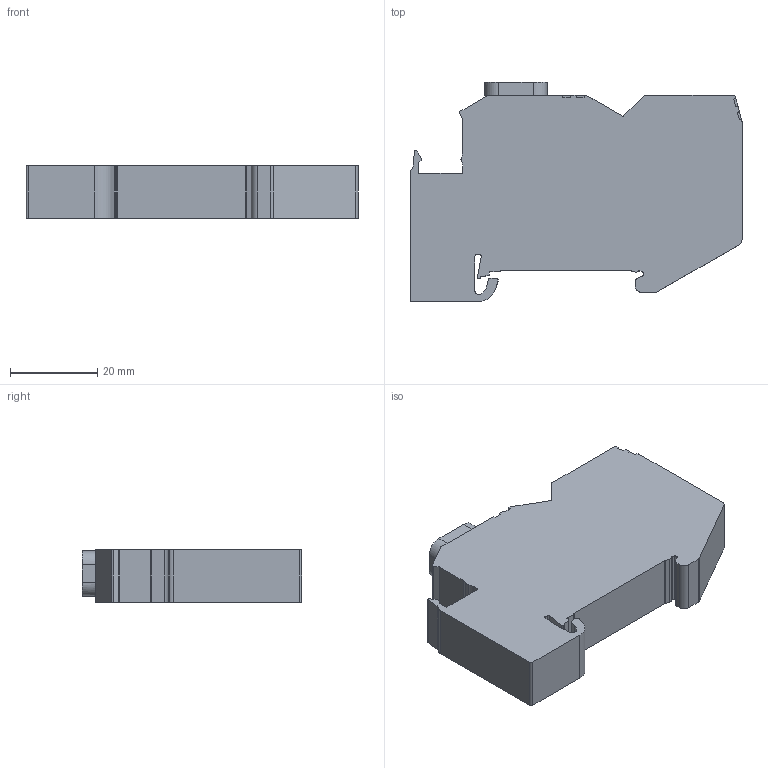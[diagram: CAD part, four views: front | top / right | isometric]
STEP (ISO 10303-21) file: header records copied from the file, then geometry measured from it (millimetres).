
FILE_DESCRIPTION(('FreeCAD Model'),'2;1');
FILE_NAME('3275_FNT_16.stp','2018-09-09T13:01:45',('Author'),(''), 'Open CASCADE STEP processor 7.2','FreeCAD','Unknown');
FILE_SCHEMA(('AUTOMOTIVE_DESIGN { 1 0 10303 214 1 1 1 1 }'));
Length unit declared in the file: millimetre
Products named in the file (1): 3275_FNT_16
Bounding box: 76.2 x 50.3 x 12.1 mm (x, y, z)
Volume: 35778 mm3; surface area: 9571.1 mm2
Topology: 1 solids, 1 shells, 154 faces, 442 edges, 294 vertices
Faces by surface type: plane 81, cylinder 65, extrusion 8
Entity records: 11088 total; most frequent: CARTESIAN_POINT 2213, DIRECTION 1719, VECTOR 1038, LINE 1030, ORIENTED_EDGE 884, PCURVE 884, DEFINITIONAL_REPRESENTATION 884, EDGE_CURVE 442
